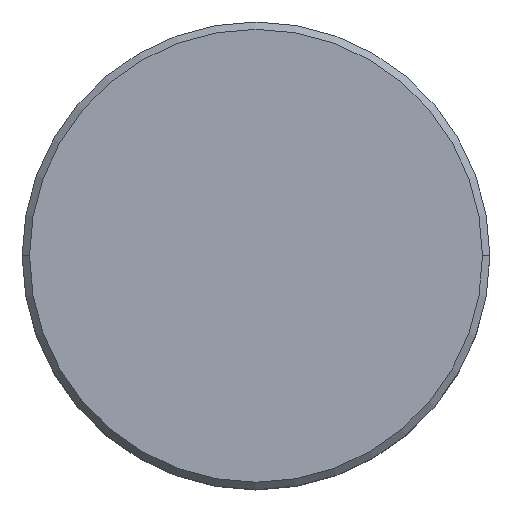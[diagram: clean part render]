
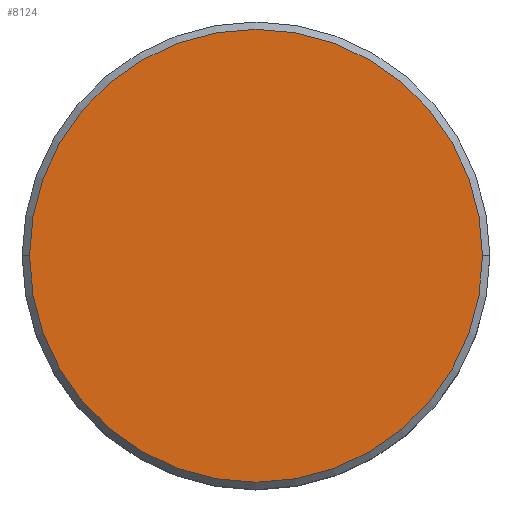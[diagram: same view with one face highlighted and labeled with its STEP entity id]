
A CAD part, top view. The second image highlights one B-rep face of the part: STEP entity #8124.
In plain terms, the highlighted planar face has unit normal (0, 0, 1).
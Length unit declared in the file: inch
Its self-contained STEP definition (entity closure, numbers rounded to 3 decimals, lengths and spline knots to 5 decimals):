
#752 = DIRECTION ( 'NONE',  ( 0., 0., 1. ) ) ;
#1233 = CIRCLE ( 'NONE', #3893, 0.24213 ) ;
#2335 = AXIS2_PLACEMENT_3D ( 'NONE', #2377, #9296, #3350 ) ;
#2377 = CARTESIAN_POINT ( 'NONE',  ( 0.16749, -0.47675, 0.35363 ) ) ;
#3350 = DIRECTION ( 'NONE',  ( 1., 0., 0. ) ) ;
#3893 = AXIS2_PLACEMENT_3D ( 'NONE', #6665, #752, #7654 ) ;
#4397 = CARTESIAN_POINT ( 'NONE',  ( -0.07464, -0.47675, 0.35363 ) ) ;
#4516 = EDGE_CURVE ( 'NONE', #10018, #8043, #6844, .T. ) ;
#5798 = PLANE ( 'NONE',  #11024 ) ;
#6582 = CARTESIAN_POINT ( 'NONE',  ( 0.40961, -0.47675, 0.35363 ) ) ;
#6665 = CARTESIAN_POINT ( 'NONE',  ( 0.16749, -0.47675, 0.35363 ) ) ;
#6789 = DIRECTION ( 'NONE',  ( 1., 0., 0. ) ) ;
#6844 = CIRCLE ( 'NONE', #2335, 0.24213 ) ;
#6859 = FACE_OUTER_BOUND ( 'NONE', #9927, .T. ) ;
#7654 = DIRECTION ( 'NONE',  ( 1., 0., 0. ) ) ;
#8043 = VERTEX_POINT ( 'NONE', #6582 ) ;
#8124 = ADVANCED_FACE ( 'NONE', ( #6859 ), #5798, .T. ) ;
#8920 = ORIENTED_EDGE ( 'NONE', *, *, #4516, .T. ) ;
#9194 = EDGE_CURVE ( 'NONE', #8043, #10018, #1233, .T. ) ;
#9296 = DIRECTION ( 'NONE',  ( 0., 0., 1. ) ) ;
#9585 = CARTESIAN_POINT ( 'NONE',  ( 0.16749, -0.47675, 0.35363 ) ) ;
#9927 = EDGE_LOOP ( 'NONE', ( #8920, #9946 ) ) ;
#9946 = ORIENTED_EDGE ( 'NONE', *, *, #9194, .T. ) ;
#10018 = VERTEX_POINT ( 'NONE', #4397 ) ;
#11024 = AXIS2_PLACEMENT_3D ( 'NONE', #9585, #12713, #6789 ) ;
#12713 = DIRECTION ( 'NONE',  ( 0., 0., 1. ) ) ;
